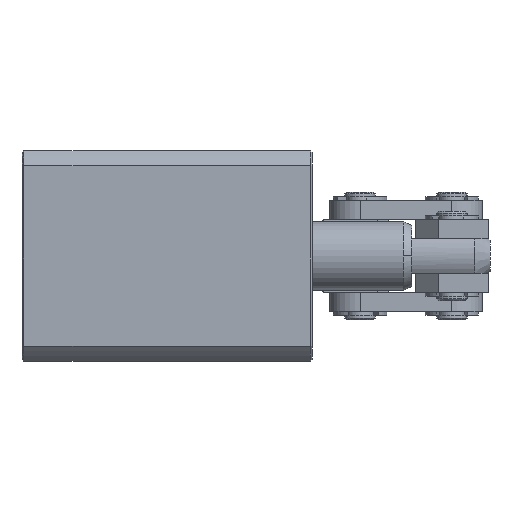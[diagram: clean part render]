
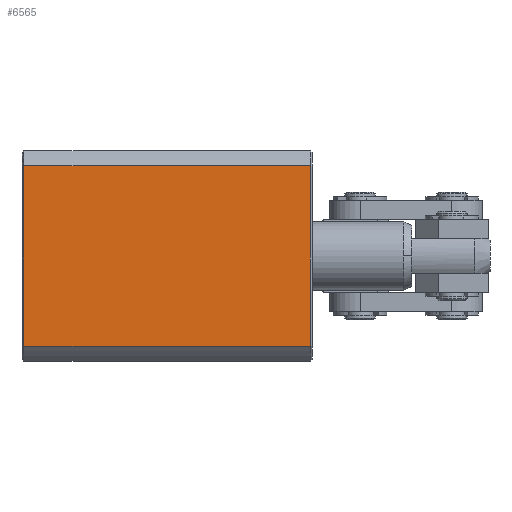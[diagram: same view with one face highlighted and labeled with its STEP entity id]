
A CAD part, front view. The second image highlights one B-rep face of the part: STEP entity #6565.
In plain terms, the highlighted planar face has unit normal (0, -1, 0).
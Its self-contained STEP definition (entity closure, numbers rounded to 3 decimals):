
#32 = ORIENTED_EDGE ( 'NONE', *, *, #8350, .T. ) ;
#248 = LINE ( 'NONE', #7618, #8622 ) ;
#371 = CARTESIAN_POINT ( 'NONE',  ( 75.5, -27.498, 23.62 ) ) ;
#553 = EDGE_CURVE ( 'NONE', #7429, #6833, #6112, .T. ) ;
#973 = DIRECTION ( 'NONE',  ( 0., 0., 1. ) ) ;
#1030 = EDGE_LOOP ( 'NONE', ( #3628, #9312, #32, #9817 ) ) ;
#1446 = EDGE_CURVE ( 'NONE', #9677, #6089, #2525, .T. ) ;
#1786 = CARTESIAN_POINT ( 'NONE',  ( 75.5, -27.498, 23.62 ) ) ;
#2263 = VECTOR ( 'NONE', #973, 1000. ) ;
#2525 = LINE ( 'NONE', #1786, #2263 ) ;
#2636 = PLANE ( 'NONE',  #7919 ) ;
#2864 = CARTESIAN_POINT ( 'NONE',  ( 0.5, -27.498, 23.62 ) ) ;
#3485 = DIRECTION ( 'NONE',  ( 0., -1., 0. ) ) ;
#3486 = LINE ( 'NONE', #8740, #9420 ) ;
#3628 = ORIENTED_EDGE ( 'NONE', *, *, #3956, .T. ) ;
#3956 = EDGE_CURVE ( 'NONE', #6089, #7429, #3486, .T. ) ;
#4825 = VECTOR ( 'NONE', #8514, 1000. ) ;
#5497 = CARTESIAN_POINT ( 'NONE',  ( 75.5, -27.498, -23.62 ) ) ;
#6089 = VERTEX_POINT ( 'NONE', #371 ) ;
#6112 = LINE ( 'NONE', #2864, #4825 ) ;
#6221 = FACE_OUTER_BOUND ( 'NONE', #1030, .T. ) ;
#6284 = CARTESIAN_POINT ( 'NONE',  ( 0.5, -27.498, -23.62 ) ) ;
#6345 = DIRECTION ( 'NONE',  ( -1., 0., 0. ) ) ;
#6387 = CARTESIAN_POINT ( 'NONE',  ( 0.5, -27.498, 23.62 ) ) ;
#6565 = ADVANCED_FACE ( 'NONE', ( #6221 ), #2636, .T. ) ;
#6833 = VERTEX_POINT ( 'NONE', #6284 ) ;
#7429 = VERTEX_POINT ( 'NONE', #6387 ) ;
#7618 = CARTESIAN_POINT ( 'NONE',  ( 0., -27.498, -23.62 ) ) ;
#7919 = AXIS2_PLACEMENT_3D ( 'NONE', #8318, #3485, #9135 ) ;
#8318 = CARTESIAN_POINT ( 'NONE',  ( 0., -27.498, 23.62 ) ) ;
#8350 = EDGE_CURVE ( 'NONE', #6833, #9677, #248, .T. ) ;
#8414 = DIRECTION ( 'NONE',  ( 1., 0., 0. ) ) ;
#8514 = DIRECTION ( 'NONE',  ( 0., 0., -1. ) ) ;
#8622 = VECTOR ( 'NONE', #8414, 1000. ) ;
#8740 = CARTESIAN_POINT ( 'NONE',  ( 0., -27.498, 23.62 ) ) ;
#9135 = DIRECTION ( 'NONE',  ( 0., 0., -1. ) ) ;
#9312 = ORIENTED_EDGE ( 'NONE', *, *, #553, .T. ) ;
#9420 = VECTOR ( 'NONE', #6345, 1000. ) ;
#9677 = VERTEX_POINT ( 'NONE', #5497 ) ;
#9817 = ORIENTED_EDGE ( 'NONE', *, *, #1446, .T. ) ;
